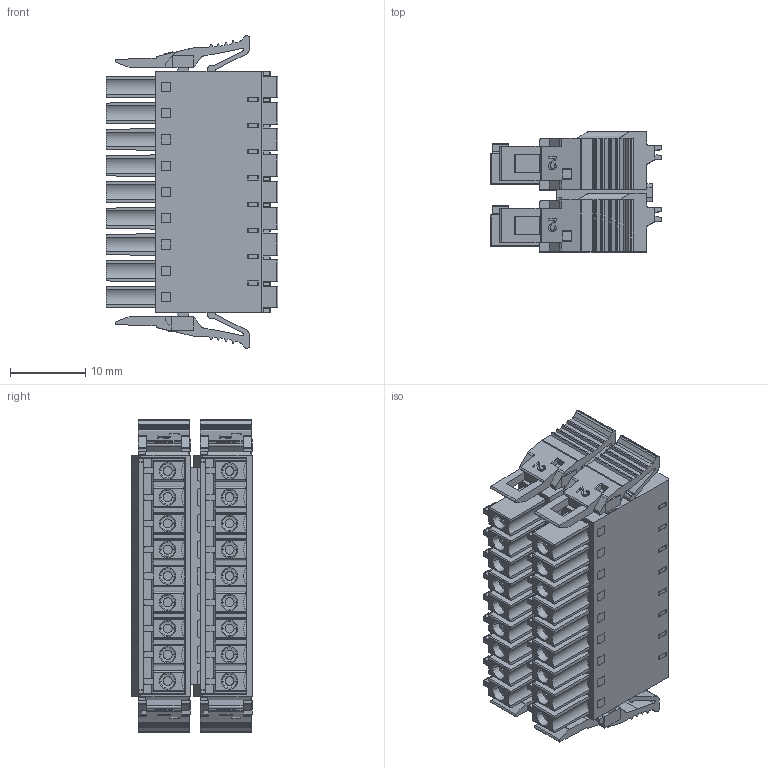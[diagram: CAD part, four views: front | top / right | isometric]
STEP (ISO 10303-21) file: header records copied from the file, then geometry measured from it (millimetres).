
FILE_DESCRIPTION((''),'2;1');
FILE_NAME('PRT0006','2024-09-25T',('sheji'),(''),'PRO/ENGINEER BY PARAMETRIC TECHNOLOGY CORPORATION, 2015240','PRO/ENGINEER BY PARAMETRIC TECHNOLOGY CORPORATION, 2015240','');
FILE_SCHEMA(('CONFIG_CONTROL_DESIGN'));
Products named in the file (1): PRT0006
Bounding box: 22.9 x 16 x 41.6 mm (x, y, z)
Volume: 8503.7 mm3; surface area: 7844.4 mm2
Topology: 3 solids, 15 shells, 2512 faces, 6835 edges, 4456 vertices
Faces by surface type: plane 1610, cylinder 682, cone 144, extrusion 40, torus 36
Entity records: 80156 total; most frequent: CARTESIAN_POINT 15994, ORIENTED_EDGE 13670, DIRECTION 12929, EDGE_CURVE 6835, VECTOR 5057, LINE 5017, VERTEX_POINT 4456, AXIS2_PLACEMENT_3D 3936
